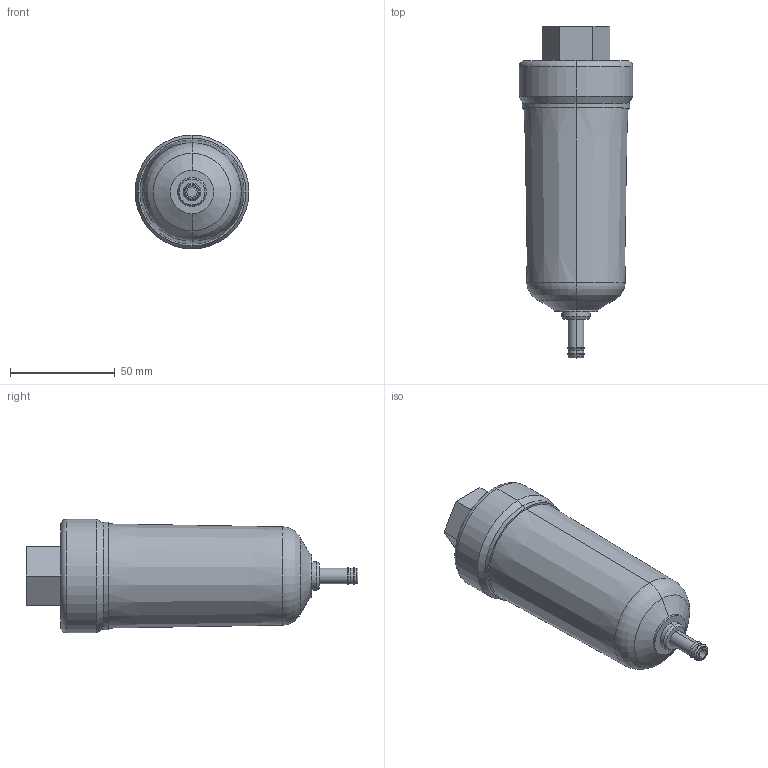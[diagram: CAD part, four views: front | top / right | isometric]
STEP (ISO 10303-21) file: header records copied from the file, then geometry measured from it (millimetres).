
FILE_DESCRIPTION(('STEP AP214'),'1');
FILE_NAME('0100000001.stp','2021-06-18T13:25:56',(' '),(' '),'Spatial InterOp 3D',' ',' ');
FILE_SCHEMA(('AUTOMOTIVE_DESIGN { 1 0 10303 214 1 1 1 1 }'));
Length unit declared in the file: metre
Products named in the file (1): Solido
Bounding box: 54.4 x 158.7 x 54.4 mm (x, y, z)
Volume: 227207.2 mm3; surface area: 25377.8 mm2
Topology: 1 solids, 1 shells, 61 faces, 124 edges, 74 vertices
Faces by surface type: cylinder 18, plane 17, torus 14, cone 12
Entity records: 1631 total; most frequent: DIRECTION 324, CARTESIAN_POINT 260, ORIENTED_EDGE 248, AXIS2_PLACEMENT_3D 138, EDGE_CURVE 124, CIRCLE 76, VERTEX_POINT 74, EDGE_LOOP 70
